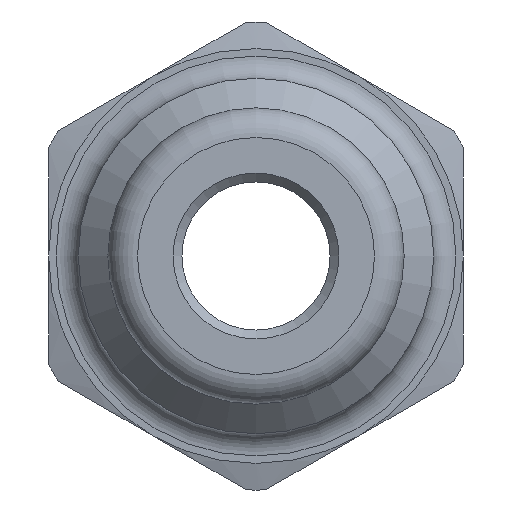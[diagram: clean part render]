
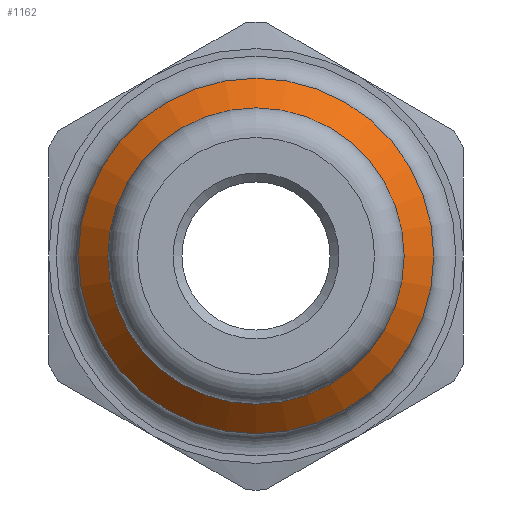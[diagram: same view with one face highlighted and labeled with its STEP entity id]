
A CAD part, left-side view. The second image highlights one B-rep face of the part: STEP entity #1162.
In plain terms, the highlighted conical face has half-angle 45 degrees and reference radius 5.5 mm.
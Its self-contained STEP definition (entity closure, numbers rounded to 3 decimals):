
#302=CARTESIAN_POINT('',(5.05,5.0,0.0));
#303=VERTEX_POINT('',#302);
#304=CARTESIAN_POINT('',(5.05,0.0,0.0));
#305=DIRECTION('',(1.0,0.0,0.0));
#306=DIRECTION('',(0.0,1.0,0.0));
#307=AXIS2_PLACEMENT_3D('',#304,#305,#306);
#308=CIRCLE('',#307,5.0);
#309=EDGE_CURVE('',#303,#303,#308,.T.);
#1143=CARTESIAN_POINT('',(5.55,0.0,0.0));
#1144=DIRECTION('',(1.0,0.0,0.0));
#1145=DIRECTION('',(0.0,1.0,0.0));
#1146=AXIS2_PLACEMENT_3D('',#1143,#1144,#1145);
#1147=CONICAL_SURFACE('',#1146,5.5,45.);
#1148=CARTESIAN_POINT('',(6.05,6.,0.0));
#1149=VERTEX_POINT('',#1148);
#1150=CARTESIAN_POINT('',(6.05,0.0,0.0));
#1151=DIRECTION('',(1.0,0.0,0.0));
#1152=DIRECTION('',(0.0,1.0,0.0));
#1153=AXIS2_PLACEMENT_3D('',#1150,#1151,#1152);
#1154=CIRCLE('',#1153,6.);
#1155=EDGE_CURVE('',#1149,#1149,#1154,.T.);
#1156=ORIENTED_EDGE('',*,*,#1155,.F.);
#1157=EDGE_LOOP('',(#1156));
#1158=FACE_OUTER_BOUND('',#1157,.T.);
#1159=ORIENTED_EDGE('',*,*,#309,.T.);
#1160=EDGE_LOOP('',(#1159));
#1161=FACE_BOUND('',#1160,.T.);
#1162=ADVANCED_FACE('',(#1158,#1161),#1147,.T.);
